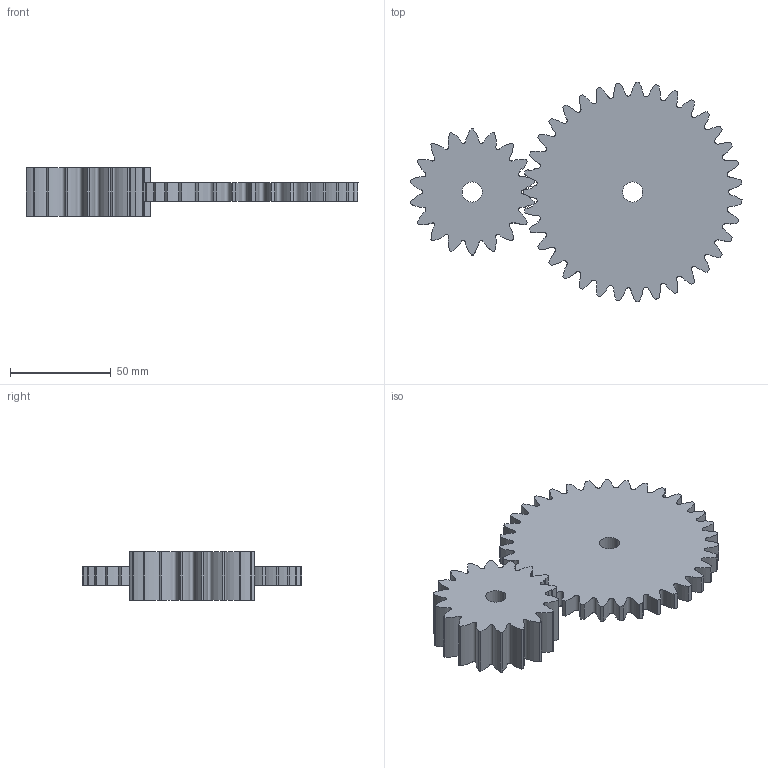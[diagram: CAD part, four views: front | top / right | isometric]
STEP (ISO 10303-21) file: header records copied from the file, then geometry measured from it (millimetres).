
FILE_DESCRIPTION(('CATIA V5 STEP Exchange'),'2;1');
FILE_NAME('12_damage.stp','2025-08-07T03:12:13+00:00',('none'),('none'),'CATIA Version 5 Release 21 GA (IN-10)','CATIA V5 STEP AP203','none');
FILE_SCHEMA(('CONFIG_CONTROL_DESIGN'));
Length unit declared in the file: millimetre
Products named in the file (1): 12
Assembly tree (2 placements, depth 2):
  12
    #58
    #10136
Bounding box: 164.47 x 108.55 x 24 mm (x, y, z)
Volume: 124652.8 mm3; surface area: 35329.7 mm2
Topology: 2 solids, 2 shells, 147 faces, 429 edges, 286 vertices
Faces by surface type: bspline 61, cylinder 58, plane 28
Entity records: 15777 total; most frequent: CARTESIAN_POINT 12384, ORIENTED_EDGE 858, EDGE_CURVE 429, DIRECTION 402, VERTEX_POINT 286, B_SPLINE_CURVE_WITH_KNOTS 207, AXIS2_PLACEMENT_3D 206, EDGE_LOOP 151
